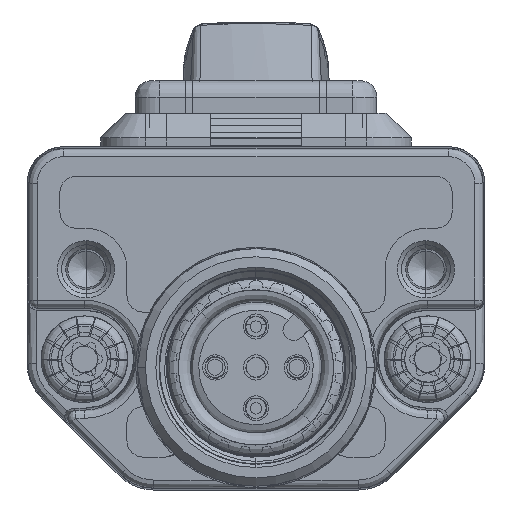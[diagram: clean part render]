
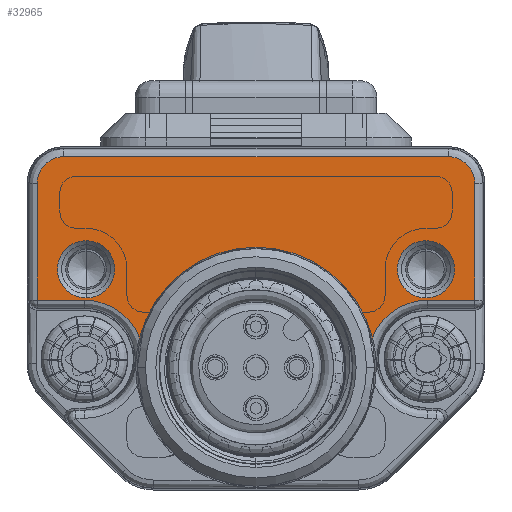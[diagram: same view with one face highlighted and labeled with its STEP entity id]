
A CAD part, left-side view. The second image highlights one B-rep face of the part: STEP entity #32965.
In plain terms, the highlighted face is planar.
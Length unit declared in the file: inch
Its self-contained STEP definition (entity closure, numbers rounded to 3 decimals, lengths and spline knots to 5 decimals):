
#27924=CARTESIAN_POINT('',(13.,13.5,10.3923));
#27925=DIRECTION('',(-1.,0.,0.));
#27926=DIRECTION('',(0.,1.,0.));
#27927=AXIS2_PLACEMENT_3D('',#27924,#27925,#27926);
#27929=CARTESIAN_POINT('',(13.,13.5,10.3923));
#27930=DIRECTION('',(-1.,0.,0.));
#27931=DIRECTION('',(0.,-1.,0.));
#27932=AXIS2_PLACEMENT_3D('',#27929,#27930,#27931);
#27934=CARTESIAN_POINT('',(13.,13.5,-10.3923));
#27935=DIRECTION('',(-1.,0.,0.));
#27936=DIRECTION('',(0.,-1.,0.));
#27937=AXIS2_PLACEMENT_3D('',#27934,#27935,#27936);
#27939=CARTESIAN_POINT('',(13.,13.5,-10.3923));
#27940=DIRECTION('',(-1.,0.,0.));
#27941=DIRECTION('',(0.,1.,0.));
#27942=AXIS2_PLACEMENT_3D('',#27939,#27940,#27941);
#27944=CARTESIAN_POINT('',(13.,8.,-10.5));
#27945=DIRECTION('',(-1.,0.,0.));
#27946=DIRECTION('',(0.,0.359,0.933));
#27947=AXIS2_PLACEMENT_3D('',#27944,#27945,#27946);
#27949=CARTESIAN_POINT('',(13.,7.5,0.));
#27950=DIRECTION('',(1.,0.,0.));
#27951=DIRECTION('',(0.,0.244,-0.97));
#27952=AXIS2_PLACEMENT_3D('',#27949,#27950,#27951);
#27954=CARTESIAN_POINT('',(13.,8.,10.5));
#27955=DIRECTION('',(-1.,0.,0.));
#27956=DIRECTION('',(0.,1.,0.));
#27957=AXIS2_PLACEMENT_3D('',#27954,#27955,#27956);
#27959=DIRECTION('',(0.,0.,-1.));
#27960=VECTOR('',#27959,2.8909);
#27961=CARTESIAN_POINT('',(13.,11.61353,13.3909));
#27962=LINE('',#27961,#27960);
#27963=DIRECTION('',(0.,-1.,0.));
#27964=VECTOR('',#27963,7.13647);
#27965=CARTESIAN_POINT('',(13.,18.75,13.3909));
#27966=LINE('',#27965,#27964);
#27967=CARTESIAN_POINT('',(13.,18.75,11.75));
#27968=DIRECTION('',(1.,0.,0.));
#27969=DIRECTION('',(0.,1.,0.));
#27970=AXIS2_PLACEMENT_3D('',#27967,#27968,#27969);
#27972=DIRECTION('',(0.,0.,1.));
#27973=VECTOR('',#27972,23.5);
#27974=CARTESIAN_POINT('',(13.,20.3909,-11.75));
#27975=LINE('',#27974,#27973);
#27976=CARTESIAN_POINT('',(13.,18.75,-11.75));
#27977=DIRECTION('',(1.,0.,0.));
#27978=DIRECTION('',(0.,0.,-1.));
#27979=AXIS2_PLACEMENT_3D('',#27976,#27977,#27978);
#27981=DIRECTION('',(0.,1.,0.));
#27982=VECTOR('',#27981,7.13647);
#27983=CARTESIAN_POINT('',(13.,11.61353,-13.3909));
#27984=LINE('',#27983,#27982);
#27985=DIRECTION('',(0.,0.,-1.));
#27986=VECTOR('',#27985,2.8909);
#27987=CARTESIAN_POINT('',(13.,11.61353,-10.5));
#27988=LINE('',#27987,#27986);
#28165=CARTESIAN_POINT('',(13.,9.29654,-7.1271));
#28233=CARTESIAN_POINT('',(13.,9.29654,7.12711));
#32243=VERTEX_POINT('',#28165);
#32244=VERTEX_POINT('',#28233);
#32309=CARTESIAN_POINT('',(13.,20.3909,11.75));
#32310=CARTESIAN_POINT('',(13.,18.75,13.3909));
#32311=VERTEX_POINT('',#32309);
#32312=VERTEX_POINT('',#32310);
#32317=CARTESIAN_POINT('',(13.,20.3909,-11.75));
#32318=VERTEX_POINT('',#32317);
#32321=CARTESIAN_POINT('',(13.,18.75,-13.3909));
#32322=VERTEX_POINT('',#32321);
#32349=CARTESIAN_POINT('',(13.,15.25,10.3923));
#32350=CARTESIAN_POINT('',(13.,11.75,10.3923));
#32351=VERTEX_POINT('',#32349);
#32352=VERTEX_POINT('',#32350);
#32353=CARTESIAN_POINT('',(13.,11.75,-10.3923));
#32354=CARTESIAN_POINT('',(13.,15.25,-10.3923));
#32355=VERTEX_POINT('',#32353);
#32356=VERTEX_POINT('',#32354);
#32357=CARTESIAN_POINT('',(13.,11.61353,-10.5));
#32358=VERTEX_POINT('',#32357);
#32359=CARTESIAN_POINT('',(13.,11.61353,-13.3909));
#32360=VERTEX_POINT('',#32359);
#32395=CARTESIAN_POINT('',(13.,11.61353,10.5));
#32396=VERTEX_POINT('',#32395);
#32397=CARTESIAN_POINT('',(13.,11.61353,13.3909));
#32398=VERTEX_POINT('',#32397);
#32926=CARTESIAN_POINT('',(13.,0.,0.));
#32927=DIRECTION('',(1.,0.,0.));
#32928=DIRECTION('',(0.,0.,-1.));
#32929=AXIS2_PLACEMENT_3D('',#32926,#32927,#32928);
#32930=PLANE('',#32929);
#32932=ORIENTED_EDGE('',*,*,#32931,.F.);
#32934=ORIENTED_EDGE('',*,*,#32933,.T.);
#32936=ORIENTED_EDGE('',*,*,#32935,.F.);
#32938=ORIENTED_EDGE('',*,*,#32937,.F.);
#32940=ORIENTED_EDGE('',*,*,#32939,.F.);
#32942=ORIENTED_EDGE('',*,*,#32941,.F.);
#32944=ORIENTED_EDGE('',*,*,#32943,.F.);
#32946=ORIENTED_EDGE('',*,*,#32945,.F.);
#32948=ORIENTED_EDGE('',*,*,#32947,.F.);
#32950=ORIENTED_EDGE('',*,*,#32949,.F.);
#32951=EDGE_LOOP('',(#32932,#32934,#32936,#32938,#32940,#32942,#32944,#32946,
#32948,#32950));
#32952=FACE_OUTER_BOUND('',#32951,.F.);
#32954=ORIENTED_EDGE('',*,*,#32953,.F.);
#32956=ORIENTED_EDGE('',*,*,#32955,.F.);
#32957=EDGE_LOOP('',(#32954,#32956));
#32958=FACE_BOUND('',#32957,.F.);
#32960=ORIENTED_EDGE('',*,*,#32959,.F.);
#32962=ORIENTED_EDGE('',*,*,#32961,.F.);
#32963=EDGE_LOOP('',(#32960,#32962));
#32964=FACE_BOUND('',#32963,.F.);
#32965=ADVANCED_FACE('',(#32952,#32958,#32964),#32930,.T.);
#27928=CIRCLE('',#27927,1.75);
#27933=CIRCLE('',#27932,1.75);
#27938=CIRCLE('',#27937,1.75);
#27943=CIRCLE('',#27942,1.75);
#27948=CIRCLE('',#27947,3.61353);
#27953=CIRCLE('',#27952,7.35);
#27958=CIRCLE('',#27957,3.61353);
#27971=CIRCLE('',#27970,1.6409);
#27980=CIRCLE('',#27979,1.6409);
#32931=EDGE_CURVE('',#32243,#32358,#27948,.T.);
#32933=EDGE_CURVE('',#32243,#32244,#27953,.T.);
#32935=EDGE_CURVE('',#32396,#32244,#27958,.T.);
#32937=EDGE_CURVE('',#32398,#32396,#27962,.T.);
#32939=EDGE_CURVE('',#32312,#32398,#27966,.T.);
#32941=EDGE_CURVE('',#32311,#32312,#27971,.T.);
#32943=EDGE_CURVE('',#32318,#32311,#27975,.T.);
#32945=EDGE_CURVE('',#32322,#32318,#27980,.T.);
#32947=EDGE_CURVE('',#32360,#32322,#27984,.T.);
#32949=EDGE_CURVE('',#32358,#32360,#27988,.T.);
#32953=EDGE_CURVE('',#32351,#32352,#27928,.T.);
#32955=EDGE_CURVE('',#32352,#32351,#27933,.T.);
#32959=EDGE_CURVE('',#32355,#32356,#27938,.T.);
#32961=EDGE_CURVE('',#32356,#32355,#27943,.T.);
